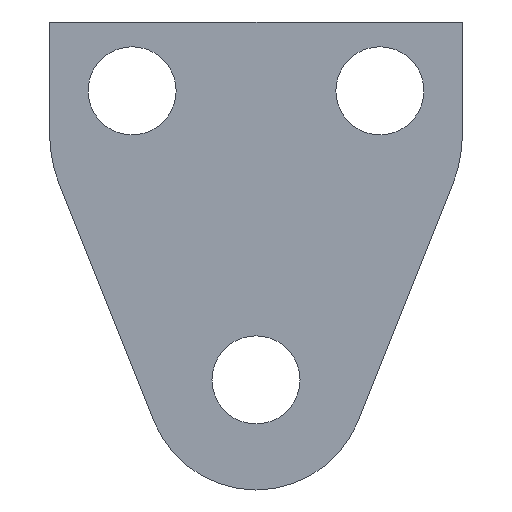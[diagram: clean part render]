
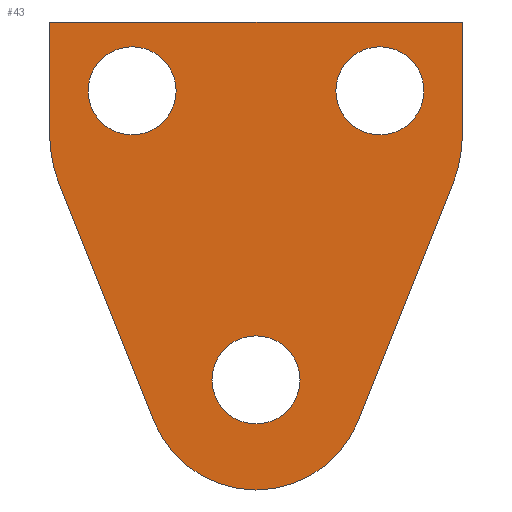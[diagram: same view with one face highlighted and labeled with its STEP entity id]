
A CAD part, front view. The second image highlights one B-rep face of the part: STEP entity #43.
In plain terms, the highlighted planar face has unit normal (0, -1, 0).
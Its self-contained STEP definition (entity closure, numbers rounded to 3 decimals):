
#1 = VERTEX_POINT ( 'NONE', #628 ) ;
#2 = VERTEX_POINT ( 'NONE', #176 ) ;
#3 = EDGE_CURVE ( 'NONE', #1, #101, #581, .T. ) ;
#7 = VERTEX_POINT ( 'NONE', #433 ) ;
#11 = EDGE_CURVE ( 'NONE', #450, #98, #380, .T. ) ;
#12 = AXIS2_PLACEMENT_3D ( 'NONE', #239, #171, #617 ) ;
#16 = VERTEX_POINT ( 'NONE', #135 ) ;
#23 = EDGE_CURVE ( 'NONE', #7, #58, #163, .T. ) ;
#25 = EDGE_CURVE ( 'NONE', #7, #155, #580, .T. ) ;
#26 = CARTESIAN_POINT ( 'NONE',  ( 3., 0., -2.5 ) ) ;
#30 = CARTESIAN_POINT ( 'NONE',  ( 12., 0., -4.1 ) ) ;
#31 = CARTESIAN_POINT ( 'NONE',  ( 0.356, 0., -5.893 ) ) ;
#34 = VECTOR ( 'NONE', #432, 1000. ) ;
#41 = ORIENTED_EDGE ( 'NONE', *, *, #260, .F. ) ;
#43 = ADVANCED_FACE ( 'NONE', ( #626, #126, #277, #182 ), #335, .F. ) ;
#44 = DIRECTION ( 'NONE',  ( 0., 1., 0. ) ) ;
#58 = VERTEX_POINT ( 'NONE', #527 ) ;
#64 = CARTESIAN_POINT ( 'NONE',  ( 3., 0., -2.5 ) ) ;
#74 = AXIS2_PLACEMENT_3D ( 'NONE', #560, #118, #186 ) ;
#75 = AXIS2_PLACEMENT_3D ( 'NONE', #64, #250, #543 ) ;
#78 = ORIENTED_EDGE ( 'NONE', *, *, #11, .T. ) ;
#80 = ORIENTED_EDGE ( 'NONE', *, *, #3, .T. ) ;
#84 = VECTOR ( 'NONE', #596, 1000. ) ;
#85 = DIRECTION ( 'NONE',  ( 0., 1., 0. ) ) ;
#87 = CARTESIAN_POINT ( 'NONE',  ( 12., 0., -0.9 ) ) ;
#89 = ORIENTED_EDGE ( 'NONE', *, *, #378, .T. ) ;
#92 = DIRECTION ( 'NONE',  ( 0.371, 0., 0.929 ) ) ;
#94 = ORIENTED_EDGE ( 'NONE', *, *, #25, .T. ) ;
#98 = VERTEX_POINT ( 'NONE', #603 ) ;
#100 = CARTESIAN_POINT ( 'NONE',  ( 7.5, 0., -14.6 ) ) ;
#101 = VERTEX_POINT ( 'NONE', #100 ) ;
#106 = CIRCLE ( 'NONE', #74, 1.6 ) ;
#116 = DIRECTION ( 'NONE',  ( 0., 0., 1. ) ) ;
#118 = DIRECTION ( 'NONE',  ( 0., 1., 0. ) ) ;
#120 = CIRCLE ( 'NONE', #447, 1.6 ) ;
#126 = FACE_BOUND ( 'NONE', #188, .T. ) ;
#135 = CARTESIAN_POINT ( 'NONE',  ( 3.785, 0., -14.483 ) ) ;
#140 = EDGE_LOOP ( 'NONE', ( #249, #190 ) ) ;
#145 = ORIENTED_EDGE ( 'NONE', *, *, #153, .T. ) ;
#147 = CARTESIAN_POINT ( 'NONE',  ( 14.644, 0., -5.893 ) ) ;
#153 = EDGE_CURVE ( 'NONE', #395, #16, #248, .T. ) ;
#155 = VERTEX_POINT ( 'NONE', #147 ) ;
#158 = VECTOR ( 'NONE', #463, 1000. ) ;
#163 = CIRCLE ( 'NONE', #192, 4. ) ;
#166 = AXIS2_PLACEMENT_3D ( 'NONE', #203, #262, #213 ) ;
#171 = DIRECTION ( 'NONE',  ( 0., 1., 0. ) ) ;
#173 = CIRCLE ( 'NONE', #12, 1.6 ) ;
#176 = CARTESIAN_POINT ( 'NONE',  ( 15., 0., 0. ) ) ;
#180 = DIRECTION ( 'NONE',  ( 0., 0., 1. ) ) ;
#182 = FACE_BOUND ( 'NONE', #233, .T. ) ;
#186 = DIRECTION ( 'NONE',  ( 0., 0., 1. ) ) ;
#188 = EDGE_LOOP ( 'NONE', ( #279, #616 ) ) ;
#190 = ORIENTED_EDGE ( 'NONE', *, *, #613, .T. ) ;
#192 = AXIS2_PLACEMENT_3D ( 'NONE', #623, #44, #180 ) ;
#193 = DIRECTION ( 'NONE',  ( 0., 0., 1. ) ) ;
#203 = CARTESIAN_POINT ( 'NONE',  ( 10., 0., -4.039 ) ) ;
#211 = DIRECTION ( 'NONE',  ( 0., 0., 1. ) ) ;
#213 = DIRECTION ( 'NONE',  ( 0., 0., 1. ) ) ;
#218 = EDGE_CURVE ( 'NONE', #155, #385, #418, .T. ) ;
#225 = CARTESIAN_POINT ( 'NONE',  ( 0., 0., 0. ) ) ;
#227 = AXIS2_PLACEMENT_3D ( 'NONE', #26, #417, #116 ) ;
#229 = LINE ( 'NONE', #321, #34 ) ;
#233 = EDGE_LOOP ( 'NONE', ( #237, #80 ) ) ;
#236 = ORIENTED_EDGE ( 'NONE', *, *, #23, .F. ) ;
#237 = ORIENTED_EDGE ( 'NONE', *, *, #389, .T. ) ;
#239 = CARTESIAN_POINT ( 'NONE',  ( 12., 0., -2.5 ) ) ;
#248 = LINE ( 'NONE', #495, #84 ) ;
#249 = ORIENTED_EDGE ( 'NONE', *, *, #362, .T. ) ;
#250 = DIRECTION ( 'NONE',  ( 0., 1., 0. ) ) ;
#260 = EDGE_CURVE ( 'NONE', #58, #16, #303, .T. ) ;
#261 = EDGE_CURVE ( 'NONE', #2, #385, #561, .T. ) ;
#262 = DIRECTION ( 'NONE',  ( 0., -1., 0. ) ) ;
#264 = CARTESIAN_POINT ( 'NONE',  ( 5., 0., -4.039 ) ) ;
#277 = FACE_BOUND ( 'NONE', #140, .T. ) ;
#279 = ORIENTED_EDGE ( 'NONE', *, *, #526, .T. ) ;
#280 = DIRECTION ( 'NONE',  ( 0., 1., 0. ) ) ;
#286 = ORIENTED_EDGE ( 'NONE', *, *, #261, .F. ) ;
#294 = VERTEX_POINT ( 'NONE', #30 ) ;
#295 = VERTEX_POINT ( 'NONE', #314 ) ;
#303 = CIRCLE ( 'NONE', #528, 4. ) ;
#306 = AXIS2_PLACEMENT_3D ( 'NONE', #474, #85, #193 ) ;
#311 = CARTESIAN_POINT ( 'NONE',  ( 7.5, 0., -13. ) ) ;
#314 = CARTESIAN_POINT ( 'NONE',  ( 3., 0., -0.9 ) ) ;
#321 = CARTESIAN_POINT ( 'NONE',  ( 0., 0., 0. ) ) ;
#335 = PLANE ( 'NONE',  #306 ) ;
#362 = EDGE_CURVE ( 'NONE', #470, #295, #475, .T. ) ;
#367 = CARTESIAN_POINT ( 'NONE',  ( 15., 0., -4.039 ) ) ;
#374 = CARTESIAN_POINT ( 'NONE',  ( 3., 0., -4.1 ) ) ;
#378 = EDGE_CURVE ( 'NONE', #98, #395, #386, .T. ) ;
#380 = LINE ( 'NONE', #225, #440 ) ;
#385 = VERTEX_POINT ( 'NONE', #367 ) ;
#386 = CIRCLE ( 'NONE', #497, 5. ) ;
#388 = CARTESIAN_POINT ( 'NONE',  ( 7.5, 0., -13. ) ) ;
#389 = EDGE_CURVE ( 'NONE', #101, #1, #106, .T. ) ;
#393 = DIRECTION ( 'NONE',  ( 0., 1., 0. ) ) ;
#395 = VERTEX_POINT ( 'NONE', #31 ) ;
#408 = ORIENTED_EDGE ( 'NONE', *, *, #218, .T. ) ;
#417 = DIRECTION ( 'NONE',  ( 0., 1., 0. ) ) ;
#418 = CIRCLE ( 'NONE', #166, 5. ) ;
#432 = DIRECTION ( 'NONE',  ( 1., 0., 0. ) ) ;
#433 = CARTESIAN_POINT ( 'NONE',  ( 11.215, 0., -14.483 ) ) ;
#435 = CARTESIAN_POINT ( 'NONE',  ( 0., 0., 0. ) ) ;
#440 = VECTOR ( 'NONE', #568, 1000. ) ;
#444 = EDGE_CURVE ( 'NONE', #450, #2, #229, .T. ) ;
#447 = AXIS2_PLACEMENT_3D ( 'NONE', #627, #280, #579 ) ;
#450 = VERTEX_POINT ( 'NONE', #435 ) ;
#463 = DIRECTION ( 'NONE',  ( 0., 0., -1. ) ) ;
#467 = DIRECTION ( 'NONE',  ( 0., 0., 1. ) ) ;
#468 = AXIS2_PLACEMENT_3D ( 'NONE', #388, #393, #517 ) ;
#470 = VERTEX_POINT ( 'NONE', #374 ) ;
#474 = CARTESIAN_POINT ( 'NONE',  ( 0., 0., 0. ) ) ;
#475 = CIRCLE ( 'NONE', #227, 1.6 ) ;
#488 = EDGE_CURVE ( 'NONE', #566, #294, #120, .T. ) ;
#495 = CARTESIAN_POINT ( 'NONE',  ( -1.721, 0., -0.687 ) ) ;
#497 = AXIS2_PLACEMENT_3D ( 'NONE', #264, #611, #211 ) ;
#517 = DIRECTION ( 'NONE',  ( 0., 0., 1. ) ) ;
#522 = CARTESIAN_POINT ( 'NONE',  ( 14.66, 0., -5.851 ) ) ;
#526 = EDGE_CURVE ( 'NONE', #294, #566, #173, .T. ) ;
#527 = CARTESIAN_POINT ( 'NONE',  ( 7.5, 0., -17. ) ) ;
#528 = AXIS2_PLACEMENT_3D ( 'NONE', #311, #557, #467 ) ;
#543 = DIRECTION ( 'NONE',  ( 0., 0., 1. ) ) ;
#555 = VECTOR ( 'NONE', #92, 1000. ) ;
#556 = CARTESIAN_POINT ( 'NONE',  ( 15., 0., 0. ) ) ;
#557 = DIRECTION ( 'NONE',  ( 0., 1., 0. ) ) ;
#560 = CARTESIAN_POINT ( 'NONE',  ( 7.5, 0., -13. ) ) ;
#561 = LINE ( 'NONE', #556, #158 ) ;
#566 = VERTEX_POINT ( 'NONE', #87 ) ;
#568 = DIRECTION ( 'NONE',  ( 0., 0., -1. ) ) ;
#579 = DIRECTION ( 'NONE',  ( 0., 0., 1. ) ) ;
#580 = LINE ( 'NONE', #522, #555 ) ;
#581 = CIRCLE ( 'NONE', #468, 1.6 ) ;
#596 = DIRECTION ( 'NONE',  ( 0.371, 0., -0.929 ) ) ;
#602 = CIRCLE ( 'NONE', #75, 1.6 ) ;
#603 = CARTESIAN_POINT ( 'NONE',  ( 0., 0., -4.039 ) ) ;
#611 = DIRECTION ( 'NONE',  ( 0., -1., 0. ) ) ;
#613 = EDGE_CURVE ( 'NONE', #295, #470, #602, .T. ) ;
#616 = ORIENTED_EDGE ( 'NONE', *, *, #488, .T. ) ;
#617 = DIRECTION ( 'NONE',  ( 0., 0., 1. ) ) ;
#619 = ORIENTED_EDGE ( 'NONE', *, *, #444, .F. ) ;
#623 = CARTESIAN_POINT ( 'NONE',  ( 7.5, 0., -13. ) ) ;
#624 = EDGE_LOOP ( 'NONE', ( #94, #408, #286, #619, #78, #89, #145, #41, #236 ) ) ;
#626 = FACE_OUTER_BOUND ( 'NONE', #624, .T. ) ;
#627 = CARTESIAN_POINT ( 'NONE',  ( 12., 0., -2.5 ) ) ;
#628 = CARTESIAN_POINT ( 'NONE',  ( 7.5, 0., -11.4 ) ) ;
